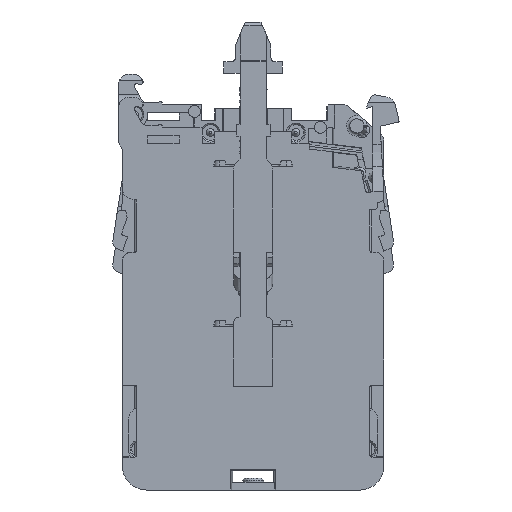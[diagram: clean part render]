
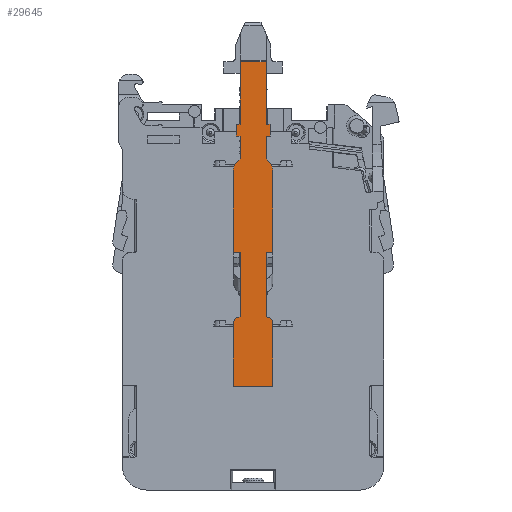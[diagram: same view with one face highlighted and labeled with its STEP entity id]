
A CAD part, left-side view. The second image highlights one B-rep face of the part: STEP entity #29645.
In plain terms, the highlighted face is planar.
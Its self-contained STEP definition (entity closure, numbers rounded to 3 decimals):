
#1684=FACE_OUTER_BOUND($,#3393,.T.);
#3393=EDGE_LOOP($,(#22348,#22349,#22350,#22351,#22352,#22353,#22354,#22355,
#22356,#22357,#22358,#22359,#22360,#22361,#22362,#22363,#22364,#22365,#22366,
#22367,#22368,#22369,#22370,#22371,#22372,#22373,#22374));
#5917=LINE($,#47226,#9076);
#5918=LINE($,#47228,#9077);
#5919=LINE($,#47230,#9078);
#5920=LINE($,#47232,#9079);
#5921=LINE($,#47234,#9080);
#5922=LINE($,#47236,#9081);
#5923=LINE($,#47238,#9082);
#5924=LINE($,#47240,#9083);
#5925=LINE($,#47244,#9084);
#5926=LINE($,#47246,#9085);
#5927=LINE($,#47248,#9086);
#5928=LINE($,#47252,#9087);
#5929=LINE($,#47254,#9088);
#5930=LINE($,#47256,#9089);
#5931=LINE($,#47260,#9090);
#5932=LINE($,#47262,#9091);
#5933=LINE($,#47264,#9092);
#5934=LINE($,#47268,#9093);
#5935=LINE($,#47270,#9094);
#5936=LINE($,#47272,#9095);
#5937=LINE($,#47274,#9096);
#5938=LINE($,#47276,#9097);
#5939=LINE($,#47277,#9098);
#9076=VECTOR($,#36269,16.511);
#9077=VECTOR($,#36270,67.313);
#9078=VECTOR($,#36271,200.073);
#9079=VECTOR($,#36272,12.7);
#9080=VECTOR($,#36273,38.1);
#9081=VECTOR($,#36274,12.7);
#9082=VECTOR($,#36275,73.66);
#9083=VECTOR($,#36276,14.751);
#9084=VECTOR($,#36279,262.348);
#9085=VECTOR($,#36280,21.59);
#9086=VECTOR($,#36281,207.01);
#9087=VECTOR($,#36284,200.66);
#9088=VECTOR($,#36285,127.);
#9089=VECTOR($,#36286,200.66);
#9090=VECTOR($,#36289,207.01);
#9091=VECTOR($,#36290,21.59);
#9092=VECTOR($,#36291,262.348);
#9093=VECTOR($,#36294,14.751);
#9094=VECTOR($,#36295,73.66);
#9095=VECTOR($,#36296,12.7);
#9096=VECTOR($,#36297,38.1);
#9097=VECTOR($,#36298,12.7);
#9098=VECTOR($,#36299,200.516);
#11320=CIRCLE($,#31633,38.1);
#11321=CIRCLE($,#31634,21.59);
#11322=CIRCLE($,#31635,21.59);
#11323=CIRCLE($,#31636,38.1);
#12926=VERTEX_POINT($,#47224);
#12927=VERTEX_POINT($,#47225);
#12928=VERTEX_POINT($,#47227);
#12929=VERTEX_POINT($,#47229);
#12930=VERTEX_POINT($,#47231);
#12931=VERTEX_POINT($,#47233);
#12932=VERTEX_POINT($,#47235);
#12933=VERTEX_POINT($,#47237);
#12934=VERTEX_POINT($,#47239);
#12935=VERTEX_POINT($,#47241);
#12936=VERTEX_POINT($,#47243);
#12937=VERTEX_POINT($,#47245);
#12938=VERTEX_POINT($,#47247);
#12939=VERTEX_POINT($,#47249);
#12940=VERTEX_POINT($,#47251);
#12941=VERTEX_POINT($,#47253);
#12942=VERTEX_POINT($,#47255);
#12943=VERTEX_POINT($,#47257);
#12944=VERTEX_POINT($,#47259);
#12945=VERTEX_POINT($,#47261);
#12946=VERTEX_POINT($,#47263);
#12947=VERTEX_POINT($,#47265);
#12948=VERTEX_POINT($,#47267);
#12949=VERTEX_POINT($,#47269);
#12950=VERTEX_POINT($,#47271);
#12951=VERTEX_POINT($,#47273);
#12952=VERTEX_POINT($,#47275);
#16358=EDGE_CURVE($,#12926,#12927,#5917,.T.);
#16359=EDGE_CURVE($,#12928,#12926,#5918,.T.);
#16360=EDGE_CURVE($,#12928,#12929,#5919,.T.);
#16361=EDGE_CURVE($,#12929,#12930,#5920,.T.);
#16362=EDGE_CURVE($,#12931,#12930,#5921,.T.);
#16363=EDGE_CURVE($,#12932,#12931,#5922,.T.);
#16364=EDGE_CURVE($,#12932,#12933,#5923,.T.);
#16365=EDGE_CURVE($,#12933,#12934,#5924,.T.);
#16366=EDGE_CURVE($,#12934,#12935,#11320,.T.);
#16367=EDGE_CURVE($,#12936,#12935,#5925,.T.);
#16368=EDGE_CURVE($,#12936,#12937,#5926,.T.);
#16369=EDGE_CURVE($,#12938,#12937,#5927,.T.);
#16370=EDGE_CURVE($,#12938,#12939,#11321,.T.);
#16371=EDGE_CURVE($,#12940,#12939,#5928,.T.);
#16372=EDGE_CURVE($,#12941,#12940,#5929,.T.);
#16373=EDGE_CURVE($,#12941,#12942,#5930,.T.);
#16374=EDGE_CURVE($,#12942,#12943,#11322,.T.);
#16375=EDGE_CURVE($,#12943,#12944,#5931,.T.);
#16376=EDGE_CURVE($,#12945,#12944,#5932,.T.);
#16377=EDGE_CURVE($,#12945,#12946,#5933,.T.);
#16378=EDGE_CURVE($,#12946,#12947,#11323,.T.);
#16379=EDGE_CURVE($,#12947,#12948,#5934,.T.);
#16380=EDGE_CURVE($,#12948,#12949,#5935,.T.);
#16381=EDGE_CURVE($,#12949,#12950,#5936,.T.);
#16382=EDGE_CURVE($,#12951,#12950,#5937,.T.);
#16383=EDGE_CURVE($,#12952,#12951,#5938,.T.);
#16384=EDGE_CURVE($,#12952,#12927,#5939,.T.);
#22348=ORIENTED_EDGE($,*,*,#16358,.F.);
#22349=ORIENTED_EDGE($,*,*,#16359,.F.);
#22350=ORIENTED_EDGE($,*,*,#16360,.T.);
#22351=ORIENTED_EDGE($,*,*,#16361,.T.);
#22352=ORIENTED_EDGE($,*,*,#16362,.F.);
#22353=ORIENTED_EDGE($,*,*,#16363,.F.);
#22354=ORIENTED_EDGE($,*,*,#16364,.T.);
#22355=ORIENTED_EDGE($,*,*,#16365,.T.);
#22356=ORIENTED_EDGE($,*,*,#16366,.T.);
#22357=ORIENTED_EDGE($,*,*,#16367,.F.);
#22358=ORIENTED_EDGE($,*,*,#16368,.T.);
#22359=ORIENTED_EDGE($,*,*,#16369,.F.);
#22360=ORIENTED_EDGE($,*,*,#16370,.T.);
#22361=ORIENTED_EDGE($,*,*,#16371,.F.);
#22362=ORIENTED_EDGE($,*,*,#16372,.F.);
#22363=ORIENTED_EDGE($,*,*,#16373,.T.);
#22364=ORIENTED_EDGE($,*,*,#16374,.T.);
#22365=ORIENTED_EDGE($,*,*,#16375,.T.);
#22366=ORIENTED_EDGE($,*,*,#16376,.F.);
#22367=ORIENTED_EDGE($,*,*,#16377,.T.);
#22368=ORIENTED_EDGE($,*,*,#16378,.T.);
#22369=ORIENTED_EDGE($,*,*,#16379,.T.);
#22370=ORIENTED_EDGE($,*,*,#16380,.T.);
#22371=ORIENTED_EDGE($,*,*,#16381,.T.);
#22372=ORIENTED_EDGE($,*,*,#16382,.F.);
#22373=ORIENTED_EDGE($,*,*,#16383,.F.);
#22374=ORIENTED_EDGE($,*,*,#16384,.T.);
#28357=PLANE($,#31632);
#29645=ADVANCED_FACE($,(#1684),#28357,.F.);
#31632=AXIS2_PLACEMENT_3D($,#47223,#36267,#36268);
#31633=AXIS2_PLACEMENT_3D($,#47242,#36277,#36278);
#31634=AXIS2_PLACEMENT_3D($,#47250,#36282,#36283);
#31635=AXIS2_PLACEMENT_3D($,#47258,#36287,#36288);
#31636=AXIS2_PLACEMENT_3D($,#47266,#36292,#36293);
#36267=DIRECTION('center_axis',(0.,0.,1.));
#36268=DIRECTION('ref_axis',(1.,0.,0.));
#36269=DIRECTION($,(-1.,-0.009,0.));
#36270=DIRECTION($,(-1.,0.009,0.));
#36271=DIRECTION($,(0.,-1.,0.));
#36272=DIRECTION($,(1.,0.,0.));
#36273=DIRECTION($,(0.,1.,0.));
#36274=DIRECTION($,(1.,0.,0.));
#36275=DIRECTION($,(0.,-1.,0.));
#36276=DIRECTION($,(0.707,-0.707,0.));
#36277=DIRECTION('center_axis',(0.,0.,-1.));
#36278=DIRECTION('ref_axis',(0.707,0.707,0.));
#36279=DIRECTION($,(0.,1.,0.));
#36280=DIRECTION($,(-1.,0.,0.));
#36281=DIRECTION($,(0.,1.,0.));
#36282=DIRECTION('center_axis',(0.,0.,-1.));
#36283=DIRECTION('ref_axis',(0.,1.,0.));
#36284=DIRECTION($,(0.,1.,0.));
#36285=DIRECTION($,(1.,0.,0.));
#36286=DIRECTION($,(0.,1.,0.));
#36287=DIRECTION('center_axis',(0.,0.,-1.));
#36288=DIRECTION('ref_axis',(-1.,0.,0.));
#36289=DIRECTION($,(0.,1.,0.));
#36290=DIRECTION($,(1.,0.,0.));
#36291=DIRECTION($,(0.,1.,0.));
#36292=DIRECTION('center_axis',(0.,0.,-1.));
#36293=DIRECTION('ref_axis',(-1.,0.,0.));
#36294=DIRECTION($,(0.707,0.707,0.));
#36295=DIRECTION($,(0.,1.,0.));
#36296=DIRECTION($,(-1.,0.,0.));
#36297=DIRECTION($,(0.,-1.,0.));
#36298=DIRECTION($,(-1.,0.,0.));
#36299=DIRECTION($,(0.,1.,0.));
#47223=CARTESIAN_POINT('Origin',(0.,0.,-96.52));
#47224=CARTESIAN_POINT('',(-25.4,142.875,-96.52));
#47225=CARTESIAN_POINT('',(-41.91,142.731,-96.52));
#47226=CARTESIAN_POINT($,(-25.4,142.875,-96.52));
#47227=CARTESIAN_POINT('',(41.91,142.288,-96.52));
#47228=CARTESIAN_POINT($,(41.91,142.288,-96.52));
#47229=CARTESIAN_POINT('',(41.91,-57.785,-96.52));
#47230=CARTESIAN_POINT($,(41.91,142.288,-96.52));
#47231=CARTESIAN_POINT('',(54.61,-57.785,-96.52));
#47232=CARTESIAN_POINT($,(41.91,-57.785,-96.52));
#47233=CARTESIAN_POINT('',(54.61,-95.885,-96.52));
#47234=CARTESIAN_POINT($,(54.61,-95.885,-96.52));
#47235=CARTESIAN_POINT('',(41.91,-95.885,-96.52));
#47236=CARTESIAN_POINT($,(41.91,-95.885,-96.52));
#47237=CARTESIAN_POINT('',(41.91,-169.545,-96.52));
#47238=CARTESIAN_POINT($,(41.91,-95.885,-96.52));
#47239=CARTESIAN_POINT('',(52.341,-179.976,-96.52));
#47240=CARTESIAN_POINT($,(41.91,-169.545,-96.52));
#47241=CARTESIAN_POINT('',(63.5,-206.917,-96.52));
#47242=CARTESIAN_POINT('Origin',(25.4,-206.917,-96.52));
#47243=CARTESIAN_POINT('',(63.5,-469.265,-96.52));
#47244=CARTESIAN_POINT($,(63.5,-469.265,-96.52));
#47245=CARTESIAN_POINT('',(41.91,-469.265,-96.52));
#47246=CARTESIAN_POINT($,(63.5,-469.265,-96.52));
#47247=CARTESIAN_POINT('',(41.91,-676.275,-96.52));
#47248=CARTESIAN_POINT($,(41.91,-676.275,-96.52));
#47249=CARTESIAN_POINT('',(63.5,-697.865,-96.52));
#47250=CARTESIAN_POINT('Origin',(41.91,-697.865,-96.52));
#47251=CARTESIAN_POINT('',(63.5,-898.525,-96.52));
#47252=CARTESIAN_POINT($,(63.5,-898.525,-96.52));
#47253=CARTESIAN_POINT('',(-63.5,-898.525,-96.52));
#47254=CARTESIAN_POINT($,(-63.5,-898.525,-96.52));
#47255=CARTESIAN_POINT('',(-63.5,-697.865,-96.52));
#47256=CARTESIAN_POINT($,(-63.5,-898.525,-96.52));
#47257=CARTESIAN_POINT('',(-41.91,-676.275,-96.52));
#47258=CARTESIAN_POINT('Origin',(-41.91,-697.865,-96.52));
#47259=CARTESIAN_POINT('',(-41.91,-469.265,-96.52));
#47260=CARTESIAN_POINT($,(-41.91,-676.275,-96.52));
#47261=CARTESIAN_POINT('',(-63.5,-469.265,-96.52));
#47262=CARTESIAN_POINT($,(-63.5,-469.265,-96.52));
#47263=CARTESIAN_POINT('',(-63.5,-206.917,-96.52));
#47264=CARTESIAN_POINT($,(-63.5,-469.265,-96.52));
#47265=CARTESIAN_POINT('',(-52.341,-179.976,-96.52));
#47266=CARTESIAN_POINT('Origin',(-25.4,-206.917,-96.52));
#47267=CARTESIAN_POINT('',(-41.91,-169.545,-96.52));
#47268=CARTESIAN_POINT($,(-52.341,-179.976,-96.52));
#47269=CARTESIAN_POINT('',(-41.91,-95.885,-96.52));
#47270=CARTESIAN_POINT($,(-41.91,-169.545,-96.52));
#47271=CARTESIAN_POINT('',(-54.61,-95.885,-96.52));
#47272=CARTESIAN_POINT($,(-41.91,-95.885,-96.52));
#47273=CARTESIAN_POINT('',(-54.61,-57.785,-96.52));
#47274=CARTESIAN_POINT($,(-54.61,-57.785,-96.52));
#47275=CARTESIAN_POINT('',(-41.91,-57.785,-96.52));
#47276=CARTESIAN_POINT($,(-41.91,-57.785,-96.52));
#47277=CARTESIAN_POINT($,(-41.91,-57.785,-96.52));
